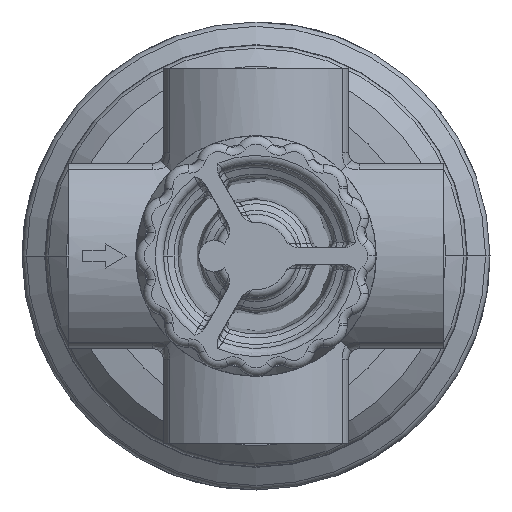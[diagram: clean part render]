
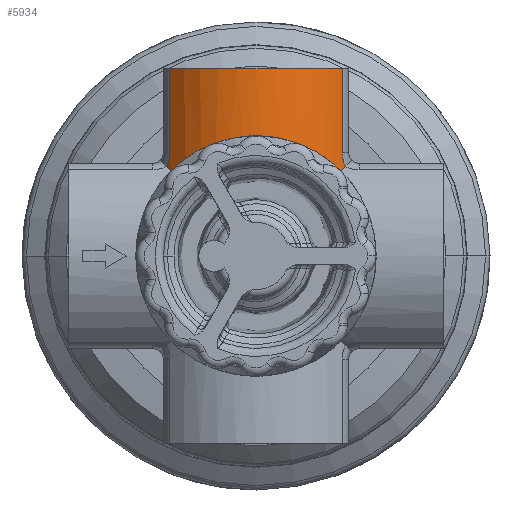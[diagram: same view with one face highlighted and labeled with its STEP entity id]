
A CAD part, front view. The second image highlights one B-rep face of the part: STEP entity #5934.
In plain terms, the highlighted cylindrical face has radius 16.815 mm (diameter 33.63 mm), a partial arc.
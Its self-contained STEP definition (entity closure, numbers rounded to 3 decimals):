
#665 = CARTESIAN_POINT ( 'NONE',  ( 14.749, 20.716, 12.644 ) ) ;
#870 = B_SPLINE_CURVE_WITH_KNOTS ( 'NONE', 3,
 ( #23264, #9378, #25338, #21015, #24956, #17049, #3521, #17167, #15478, #13405, #23381, #3400, #7176, #1080, #25072, #3136, #11358, #8997, #11484, #17428, #11095, #16921, #18975, #17290, #23125, #7566, #13028, #5475, #7429, #20885, #7054, #1221, #15096, #5345 ),
 .UNSPECIFIED., .F., .F.,
 ( 4, 2, 2, 2, 2, 2, 2, 2, 2, 2, 2, 2, 2, 2, 2, 2, 4 ),
 ( 0.074, 0.078, 0.08, 0.08, 0.081, 0.083, 0.084, 0.085, 0.089, 0.09, 0.091, 0.093, 0.095, 0.097, 0.099, 0.1, 0.104 ),
 .UNSPECIFIED. ) ;
#883 = CARTESIAN_POINT ( 'NONE',  ( -27.432, 20.716, 12.644 ) ) ;
#922 = CARTESIAN_POINT ( 'NONE',  ( -27.432, 31.801, 0. ) ) ;
#1080 = CARTESIAN_POINT ( 'NONE',  ( 17.087, 15.554, 4.345 ) ) ;
#1221 = CARTESIAN_POINT ( 'NONE',  ( 13.84, 19.009, -10.969 ) ) ;
#1728 = CARTESIAN_POINT ( 'NONE',  ( 14.389, 20.772, -12.694 ) ) ;
#1754 = CARTESIAN_POINT ( 'NONE',  ( 27.432, 31.801, 0. ) ) ;
#1835 = ORIENTED_EDGE ( 'NONE', *, *, #23258, .T. ) ;
#1871 = DIRECTION ( 'NONE',  ( 0., 0., 1. ) ) ;
#1960 = B_SPLINE_CURVE_WITH_KNOTS ( 'NONE', 3,
 ( #7308, #11108, #5103, #1728, #15363, #25084 ),
 .UNSPECIFIED., .F., .F.,
 ( 4, 2, 4 ),
 ( 0., 0.001, 0.002 ),
 .UNSPECIFIED. ) ;
#2023 = CARTESIAN_POINT ( 'NONE',  ( 12.465, 20.515, 12.465 ) ) ;
#2140 = CARTESIAN_POINT ( 'NONE',  ( 12.465, 20.515, -12.465 ) ) ;
#2321 = CARTESIAN_POINT ( 'NONE',  ( 13.135, 21.303, 13.135 ) ) ;
#2549 = EDGE_CURVE ( 'NONE', #10969, #6562, #1960, .T. ) ;
#2969 = CARTESIAN_POINT ( 'NONE',  ( 12.696, 20.771, 12.696 ) ) ;
#3136 = CARTESIAN_POINT ( 'NONE',  ( 17.49, 15.13, 2.525 ) ) ;
#3350 = CARTESIAN_POINT ( 'NONE',  ( 13.135, 21.303, 13.135 ) ) ;
#3400 = CARTESIAN_POINT ( 'NONE',  ( 16.838, 15.816, 5.225 ) ) ;
#3521 = CARTESIAN_POINT ( 'NONE',  ( 15.608, 17.117, 8.198 ) ) ;
#4485 = DIRECTION ( 'NONE',  ( -1., 0., 0. ) ) ;
#4823 = EDGE_CURVE ( 'NONE', #6562, #19133, #17200, .T. ) ;
#5103 = CARTESIAN_POINT ( 'NONE',  ( 13.721, 20.977, -12.868 ) ) ;
#5345 = CARTESIAN_POINT ( 'NONE',  ( 12.465, 20.515, -12.465 ) ) ;
#5405 = VERTEX_POINT ( 'NONE', #7953 ) ;
#5475 = CARTESIAN_POINT ( 'NONE',  ( 15.872, 16.837, -7.692 ) ) ;
#5592 = AXIS2_PLACEMENT_3D ( 'NONE', #922, #8443, #14177 ) ;
#5727 = VERTEX_POINT ( 'NONE', #8021 ) ;
#5934 = ADVANCED_FACE ( 'NONE', ( #7784 ), #15728, .T. ) ;
#6134 = VECTOR ( 'NONE', #4485, 1000. ) ;
#6504 = CARTESIAN_POINT ( 'NONE',  ( 13.135, 21.303, -13.135 ) ) ;
#6562 = VERTEX_POINT ( 'NONE', #10741 ) ;
#7054 = CARTESIAN_POINT ( 'NONE',  ( 14.762, 18.019, -9.649 ) ) ;
#7176 = CARTESIAN_POINT ( 'NONE',  ( 16.925, 15.724, 4.935 ) ) ;
#7308 = CARTESIAN_POINT ( 'NONE',  ( 13.135, 21.303, -13.135 ) ) ;
#7429 = CARTESIAN_POINT ( 'NONE',  ( 15.611, 17.113, -8.206 ) ) ;
#7566 = CARTESIAN_POINT ( 'NONE',  ( 16.558, 16.111, -6.077 ) ) ;
#7784 = FACE_OUTER_BOUND ( 'NONE', #16382, .T. ) ;
#7792 = EDGE_CURVE ( 'NONE', #19133, #5405, #9680, .T. ) ;
#7953 = CARTESIAN_POINT ( 'NONE',  ( 27.432, 20.716, 12.644 ) ) ;
#8021 = CARTESIAN_POINT ( 'NONE',  ( 13.135, 21.303, 13.135 ) ) ;
#8443 = DIRECTION ( 'NONE',  ( 1., 0., 0. ) ) ;
#8568 = CARTESIAN_POINT ( 'NONE',  ( 13.415, 21.123, 12.991 ) ) ;
#8736 = ORIENTED_EDGE ( 'NONE', *, *, #8988, .T. ) ;
#8988 = EDGE_CURVE ( 'NONE', #14728, #5727, #13321, .T. ) ;
#8997 = CARTESIAN_POINT ( 'NONE',  ( 17.628, 14.986, -0.301 ) ) ;
#9378 = CARTESIAN_POINT ( 'NONE',  ( 13.174, 19.732, 11.755 ) ) ;
#9680 = CIRCLE ( 'NONE', #24168, 16.815 ) ;
#9775 = CARTESIAN_POINT ( 'NONE',  ( 15.113, 20.716, 12.644 ) ) ;
#10059 = ORIENTED_EDGE ( 'NONE', *, *, #19757, .T. ) ;
#10192 = EDGE_CURVE ( 'NONE', #5727, #11329, #13290, .T. ) ;
#10529 = CARTESIAN_POINT ( 'NONE',  ( 15.113, 20.716, 12.644 ) ) ;
#10741 = CARTESIAN_POINT ( 'NONE',  ( 15.113, 20.716, -12.644 ) ) ;
#10969 = VERTEX_POINT ( 'NONE', #6504 ) ;
#11095 = CARTESIAN_POINT ( 'NONE',  ( 17.56, 15.057, -1.573 ) ) ;
#11108 = CARTESIAN_POINT ( 'NONE',  ( 13.414, 21.123, -12.991 ) ) ;
#11329 = VERTEX_POINT ( 'NONE', #16275 ) ;
#11358 = CARTESIAN_POINT ( 'NONE',  ( 17.626, 14.987, 1.284 ) ) ;
#11484 = CARTESIAN_POINT ( 'NONE',  ( 17.62, 14.994, -0.621 ) ) ;
#11497 =( BOUNDED_CURVE ( )  B_SPLINE_CURVE ( 3, ( #2140, #12304, #15792, #14118 ),
 .UNSPECIFIED., .F., .T. ) 
 B_SPLINE_CURVE_WITH_KNOTS ( ( 4, 4 ),
 ( 2.406, 2.467 ),
 .UNSPECIFIED. ) 
 CURVE ( )  GEOMETRIC_REPRESENTATION_ITEM ( )  RATIONAL_B_SPLINE_CURVE ( ( 1., 1., 1., 1. ) ) 
 REPRESENTATION_ITEM ( '' )  );
#12304 = CARTESIAN_POINT ( 'NONE',  ( 12.696, 20.771, -12.696 ) ) ;
#13028 = CARTESIAN_POINT ( 'NONE',  ( 16.344, 16.336, -6.629 ) ) ;
#13202 = CARTESIAN_POINT ( 'NONE',  ( 12.465, 20.515, -12.465 ) ) ;
#13212 = ORIENTED_EDGE ( 'NONE', *, *, #7792, .T. ) ;
#13290 =( BOUNDED_CURVE ( )  B_SPLINE_CURVE ( 3, ( #3350, #20730, #2969, #2023 ),
 .UNSPECIFIED., .F., .T. ) 
 B_SPLINE_CURVE_WITH_KNOTS ( ( 4, 4 ),
 ( 0.674, 0.736 ),
 .UNSPECIFIED. ) 
 CURVE ( )  GEOMETRIC_REPRESENTATION_ITEM ( )  RATIONAL_B_SPLINE_CURVE ( ( 1., 1., 1., 1. ) ) 
 REPRESENTATION_ITEM ( '' )  );
#13321 = B_SPLINE_CURVE_WITH_KNOTS ( 'NONE', 3,
 ( #10529, #665, #16617, #20596, #8568, #2321 ),
 .UNSPECIFIED., .F., .F.,
 ( 4, 2, 4 ),
 ( 0., 0.001, 0.002 ),
 .UNSPECIFIED. ) ;
#13405 = CARTESIAN_POINT ( 'NONE',  ( 16.344, 16.337, 6.629 ) ) ;
#13597 = ORIENTED_EDGE ( 'NONE', *, *, #21129, .T. ) ;
#14118 = CARTESIAN_POINT ( 'NONE',  ( 13.135, 21.303, -13.135 ) ) ;
#14177 = DIRECTION ( 'NONE',  ( 0., 0., -1. ) ) ;
#14728 = VERTEX_POINT ( 'NONE', #9775 ) ;
#15096 = CARTESIAN_POINT ( 'NONE',  ( 13.173, 19.733, -11.756 ) ) ;
#15363 = CARTESIAN_POINT ( 'NONE',  ( 14.75, 20.716, -12.644 ) ) ;
#15478 = CARTESIAN_POINT ( 'NONE',  ( 15.99, 16.711, 7.425 ) ) ;
#15652 = DIRECTION ( 'NONE',  ( -1., 0., 0. ) ) ;
#15728 = CYLINDRICAL_SURFACE ( 'NONE', #5592, 16.815 ) ;
#15792 = CARTESIAN_POINT ( 'NONE',  ( 12.92, 21.034, -12.92 ) ) ;
#16275 = CARTESIAN_POINT ( 'NONE',  ( 12.465, 20.515, 12.465 ) ) ;
#16382 = EDGE_LOOP ( 'NONE', ( #13597, #18198, #19746, #13212, #1835, #8736, #25434, #10059 ) ) ;
#16617 = CARTESIAN_POINT ( 'NONE',  ( 14.398, 20.77, 12.692 ) ) ;
#16856 = VERTEX_POINT ( 'NONE', #13202 ) ;
#16921 = CARTESIAN_POINT ( 'NONE',  ( 17.459, 15.163, -2.51 ) ) ;
#17049 = CARTESIAN_POINT ( 'NONE',  ( 15.473, 17.26, 8.45 ) ) ;
#17167 = CARTESIAN_POINT ( 'NONE',  ( 15.867, 16.842, 7.686 ) ) ;
#17200 = LINE ( 'NONE', #25102, #22746 ) ;
#17290 = CARTESIAN_POINT ( 'NONE',  ( 17.098, 15.542, -4.333 ) ) ;
#17298 = CARTESIAN_POINT ( 'NONE',  ( 27.432, 20.716, -12.644 ) ) ;
#17428 = CARTESIAN_POINT ( 'NONE',  ( 17.586, 15.03, -1.257 ) ) ;
#18198 = ORIENTED_EDGE ( 'NONE', *, *, #2549, .T. ) ;
#18975 = CARTESIAN_POINT ( 'NONE',  ( 17.359, 15.267, -3.125 ) ) ;
#19013 = DIRECTION ( 'NONE',  ( 1., 0., 0. ) ) ;
#19133 = VERTEX_POINT ( 'NONE', #17298 ) ;
#19746 = ORIENTED_EDGE ( 'NONE', *, *, #4823, .T. ) ;
#19757 = EDGE_CURVE ( 'NONE', #11329, #16856, #870, .T. ) ;
#20440 = LINE ( 'NONE', #883, #6134 ) ;
#20596 = CARTESIAN_POINT ( 'NONE',  ( 13.724, 20.975, 12.867 ) ) ;
#20730 = CARTESIAN_POINT ( 'NONE',  ( 12.92, 21.034, 12.92 ) ) ;
#20885 = CARTESIAN_POINT ( 'NONE',  ( 15.055, 17.705, -9.186 ) ) ;
#21015 = CARTESIAN_POINT ( 'NONE',  ( 14.764, 18.017, 9.646 ) ) ;
#21129 = EDGE_CURVE ( 'NONE', #16856, #10969, #11497, .T. ) ;
#22746 = VECTOR ( 'NONE', #19013, 1000. ) ;
#23125 = CARTESIAN_POINT ( 'NONE',  ( 16.935, 15.714, -4.931 ) ) ;
#23258 = EDGE_CURVE ( 'NONE', #5405, #14728, #20440, .T. ) ;
#23264 = CARTESIAN_POINT ( 'NONE',  ( 12.465, 20.515, 12.465 ) ) ;
#23381 = CARTESIAN_POINT ( 'NONE',  ( 16.557, 16.112, 6.08 ) ) ;
#24168 = AXIS2_PLACEMENT_3D ( 'NONE', #1754, #15652, #1871 ) ;
#24956 = CARTESIAN_POINT ( 'NONE',  ( 15.057, 17.704, 9.183 ) ) ;
#25072 = CARTESIAN_POINT ( 'NONE',  ( 17.161, 15.476, 4.042 ) ) ;
#25084 = CARTESIAN_POINT ( 'NONE',  ( 15.113, 20.716, -12.644 ) ) ;
#25102 = CARTESIAN_POINT ( 'NONE',  ( -27.432, 20.716, -12.644 ) ) ;
#25338 = CARTESIAN_POINT ( 'NONE',  ( 13.843, 19.007, 10.966 ) ) ;
#25434 = ORIENTED_EDGE ( 'NONE', *, *, #10192, .T. ) ;
